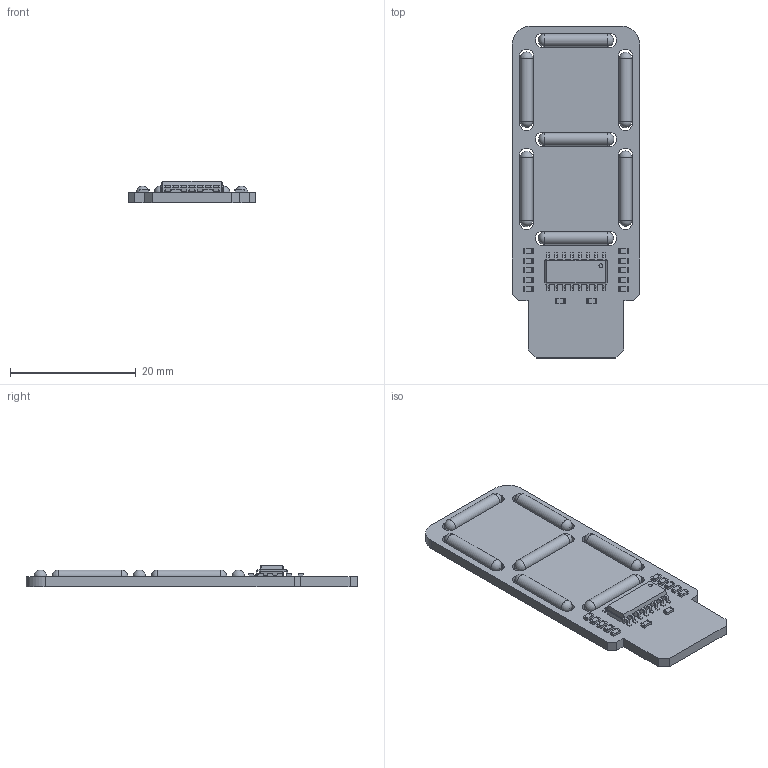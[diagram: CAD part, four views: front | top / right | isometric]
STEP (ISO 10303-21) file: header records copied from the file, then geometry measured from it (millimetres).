
FILE_DESCRIPTION(('KiCad electronic assembly'),'2;1');
FILE_NAME('RetroLite.step','2025-01-11T13:10:35',('Pcbnew'),('Kicad'), 'Open CASCADE STEP processor 7.8','KiCad to STEP converter','Unknown' );
FILE_SCHEMA(('AUTOMOTIVE_DESIGN { 1 0 10303 214 1 1 1 1 }'));
Length unit declared in the file: millimetre
Products named in the file (8): RetroLite 1; R_0603_1608Metric; LED Filament; Body; SOIC-16_3.9x9.9mm_P1.27mm; SOIC_16_39x99mm_P127mm; RetroLite_PCB
Assembly tree (24 placements, depth 3):
  RetroLite 1
    R_0603_1608Metric  x12
      R_0603_1608Metric
    LED Filament  x7
      Body
    SOIC-16_3.9x9.9mm_P1.27mm
      SOIC_16_39x99mm_P127mm
    RetroLite_PCB
Bounding box: 20.32 x 52.83 x 3.4 mm (x, y, z)
Volume: 1631.4 mm3; surface area: 2920.3 mm2
Topology: 21 solids, 21 shells, 653 faces, 1722 edges, 1098 vertices
Faces by surface type: plane 415, cylinder 184, bspline 40, sphere 14
Full cylindrical faces by diameter (mm): 0.6 x1, 2 x7
Entity records: 13090 total; most frequent: CARTESIAN_POINT 2046, ORIENTED_EDGE 1860, DIRECTION 1748, EDGE_CURVE 930, LINE 716, VECTOR 716, VERTEX_POINT 590, AXIS2_PLACEMENT_3D 516
